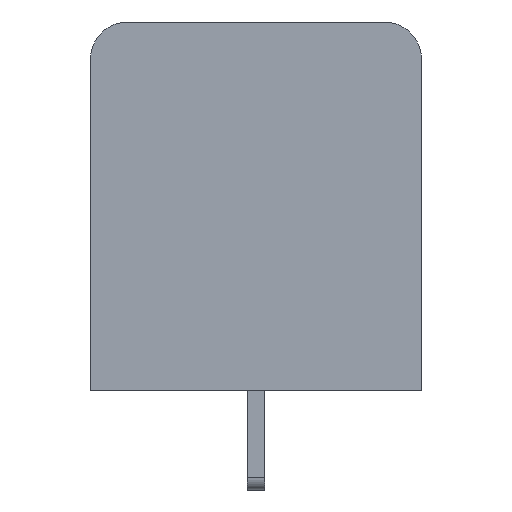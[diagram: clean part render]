
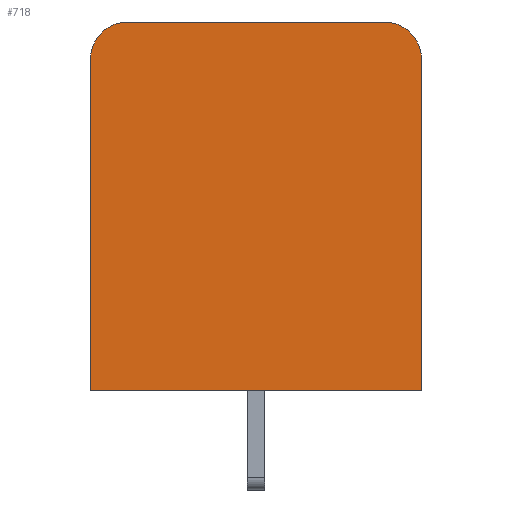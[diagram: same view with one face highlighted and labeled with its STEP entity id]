
A CAD part, left-side view. The second image highlights one B-rep face of the part: STEP entity #718.
In plain terms, the highlighted planar face has unit normal (-1, 0, 0).
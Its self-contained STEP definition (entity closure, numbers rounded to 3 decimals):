
#596 = VERTEX_POINT('',#597);
#597 = CARTESIAN_POINT('',(-16.12,6.65,0.));
#603 = EDGE_CURVE('',#604,#596,#606,.T.);
#604 = VERTEX_POINT('',#605);
#605 = CARTESIAN_POINT('',(-16.12,6.65,13.3));
#606 = LINE('',#607,#608);
#607 = CARTESIAN_POINT('',(-16.12,6.65,13.3));
#608 = VECTOR('',#609,1.);
#609 = DIRECTION('',(0.,0.,-1.));
#626 = VERTEX_POINT('',#627);
#627 = CARTESIAN_POINT('',(-16.12,-6.65,0.));
#635 = VERTEX_POINT('',#636);
#636 = CARTESIAN_POINT('',(-16.12,-6.65,13.3));
#642 = EDGE_CURVE('',#626,#635,#643,.T.);
#643 = LINE('',#644,#645);
#644 = CARTESIAN_POINT('',(-16.12,-6.65,0.));
#645 = VECTOR('',#646,1.);
#646 = DIRECTION('',(0.,0.,1.));
#718 = ADVANCED_FACE('',(#719),#753,.T.);
#719 = FACE_BOUND('',#720,.T.);
#720 = EDGE_LOOP('',(#721,#730,#738,#745,#746,#752));
#721 = ORIENTED_EDGE('',*,*,#722,.T.);
#722 = EDGE_CURVE('',#635,#723,#725,.T.);
#723 = VERTEX_POINT('',#724);
#724 = CARTESIAN_POINT('',(-16.12,-5.15,14.8));
#725 = CIRCLE('',#726,1.5);
#726 = AXIS2_PLACEMENT_3D('',#727,#728,#729);
#727 = CARTESIAN_POINT('',(-16.12,-5.15,13.3));
#728 = DIRECTION('',(-1.,0.,0.));
#729 = DIRECTION('',(0.,-1.,0.));
#730 = ORIENTED_EDGE('',*,*,#731,.T.);
#731 = EDGE_CURVE('',#723,#732,#734,.T.);
#732 = VERTEX_POINT('',#733);
#733 = CARTESIAN_POINT('',(-16.12,5.15,14.8));
#734 = LINE('',#735,#736);
#735 = CARTESIAN_POINT('',(-16.12,-5.15,14.8));
#736 = VECTOR('',#737,1.);
#737 = DIRECTION('',(0.,1.,0.));
#738 = ORIENTED_EDGE('',*,*,#739,.T.);
#739 = EDGE_CURVE('',#732,#604,#740,.T.);
#740 = CIRCLE('',#741,1.5);
#741 = AXIS2_PLACEMENT_3D('',#742,#743,#744);
#742 = CARTESIAN_POINT('',(-16.12,5.15,13.3));
#743 = DIRECTION('',(-1.,0.,0.));
#744 = DIRECTION('',(0.,-1.,0.));
#745 = ORIENTED_EDGE('',*,*,#603,.T.);
#746 = ORIENTED_EDGE('',*,*,#747,.T.);
#747 = EDGE_CURVE('',#596,#626,#748,.T.);
#748 = LINE('',#749,#750);
#749 = CARTESIAN_POINT('',(-16.12,6.65,0.));
#750 = VECTOR('',#751,1.);
#751 = DIRECTION('',(0.,-1.,0.));
#752 = ORIENTED_EDGE('',*,*,#642,.T.);
#753 = PLANE('',#754);
#754 = AXIS2_PLACEMENT_3D('',#755,#756,#757);
#755 = CARTESIAN_POINT('',(-16.12,-5.15,13.3));
#756 = DIRECTION('',(-1.,0.,0.));
#757 = DIRECTION('',(0.,-1.,0.));
